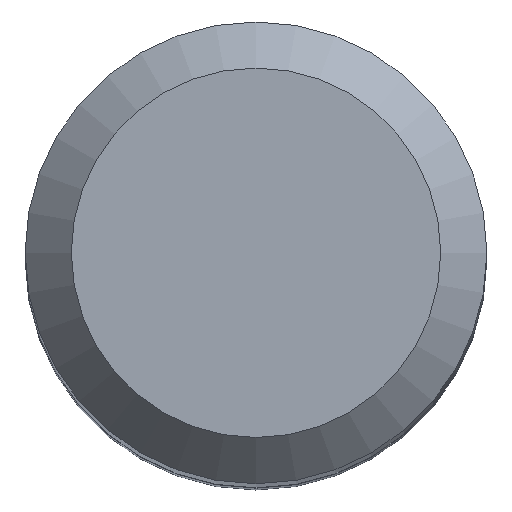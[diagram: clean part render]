
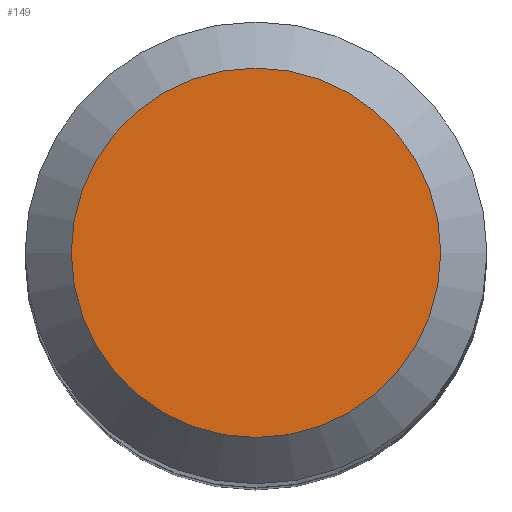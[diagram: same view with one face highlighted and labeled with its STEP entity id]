
A CAD part, top view. The second image highlights one B-rep face of the part: STEP entity #149.
In plain terms, the highlighted planar face has unit normal (0, 0, 1).
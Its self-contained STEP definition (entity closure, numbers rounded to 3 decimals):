
#7 = EDGE_LOOP ( 'NONE', ( #10 ) ) ;
#10 = ORIENTED_EDGE ( 'NONE', *, *, #23, .F. ) ;
#23 = EDGE_CURVE ( 'NONE', #117, #117, #222, .T. ) ;
#37 = CARTESIAN_POINT ( 'NONE',  ( 0., 0., 63. ) ) ;
#54 = AXIS2_PLACEMENT_3D ( 'NONE', #37, #151, #113 ) ;
#58 = DIRECTION ( 'NONE',  ( 0., 1., 0. ) ) ;
#70 = DIRECTION ( 'NONE',  ( 0., 0., -1. ) ) ;
#79 = AXIS2_PLACEMENT_3D ( 'NONE', #158, #70, #58 ) ;
#99 = FACE_OUTER_BOUND ( 'NONE', #7, .T. ) ;
#113 = DIRECTION ( 'NONE',  ( 0., 1., 0. ) ) ;
#117 = VERTEX_POINT ( 'NONE', #199 ) ;
#140 = PLANE ( 'NONE',  #79 ) ;
#149 = ADVANCED_FACE ( 'NONE', ( #99 ), #140, .F. ) ;
#151 = DIRECTION ( 'NONE',  ( 0., 0., -1. ) ) ;
#158 = CARTESIAN_POINT ( 'NONE',  ( 0., 0., 63. ) ) ;
#199 = CARTESIAN_POINT ( 'NONE',  ( 0., 3.2, 63. ) ) ;
#222 = CIRCLE ( 'NONE', #54, 3.2 ) ;
